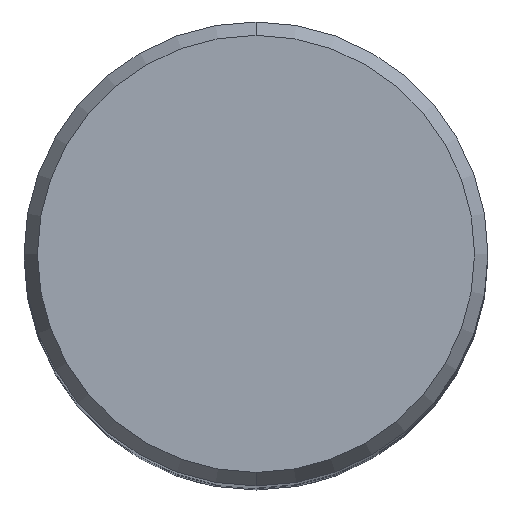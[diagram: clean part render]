
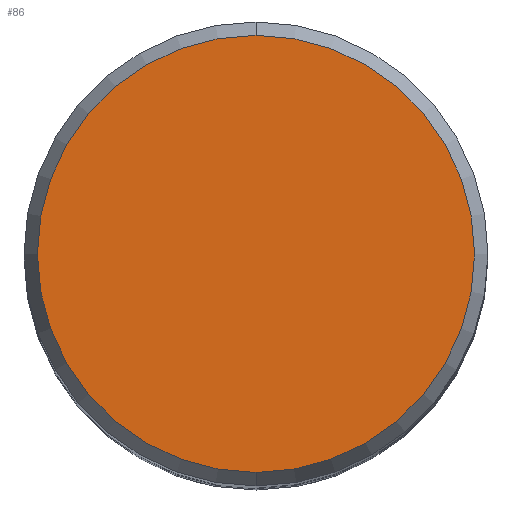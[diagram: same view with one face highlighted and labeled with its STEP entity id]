
A CAD part, top view. The second image highlights one B-rep face of the part: STEP entity #86.
In plain terms, the highlighted planar face has unit normal (0, 0, 1).
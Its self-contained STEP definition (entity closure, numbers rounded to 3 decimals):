
#86=ADVANCED_FACE('',(#211),#212,.T.);
#96=VERTEX_POINT('',#222);
#106=EDGE_CURVE('',#96,#110,#232,.T.);
#110=VERTEX_POINT('',#236);
#176=EDGE_CURVE('',#110,#96,#313,.T.);
#211=FACE_OUTER_BOUND('',#343,.T.);
#212=PLANE('',#344);
#222=CARTESIAN_POINT('',(0.0,7.479,0.01));
#232=CIRCLE('',#369,7.479);
#236=CARTESIAN_POINT('',(0.,-7.479,0.01));
#313=CIRCLE('',#468,7.479);
#343=EDGE_LOOP('',(#494,#495));
#344=AXIS2_PLACEMENT_3D('',#496,#497,#498);
#369=AXIS2_PLACEMENT_3D('',#509,#510,#511);
#468=AXIS2_PLACEMENT_3D('',#615,#616,#617);
#494=ORIENTED_EDGE('',*,*,#106,.F.);
#495=ORIENTED_EDGE('',*,*,#176,.F.);
#496=CARTESIAN_POINT('',(0.0,3.74,0.01));
#497=DIRECTION('',(-0.0,0.0,1.0));
#498=DIRECTION('',(0.0,-1.0,0.0));
#509=CARTESIAN_POINT('',(0.0,0.0,0.01));
#510=DIRECTION('',(0.0,0.0,-1.0));
#511=DIRECTION('',(0.0,1.0,0.0));
#615=CARTESIAN_POINT('',(0.0,0.0,0.01));
#616=DIRECTION('',(0.0,0.0,-1.0));
#617=DIRECTION('',(0.0,1.0,0.0));
